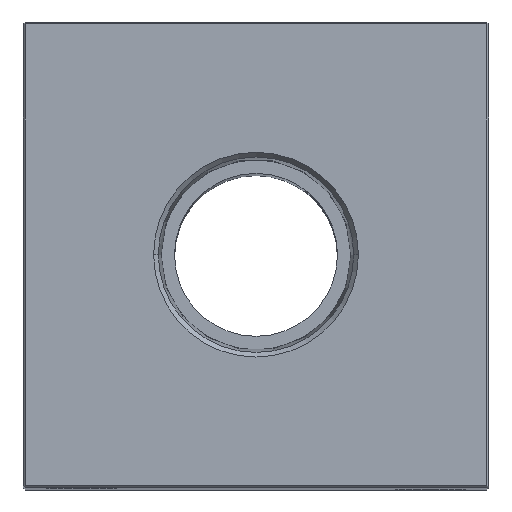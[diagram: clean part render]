
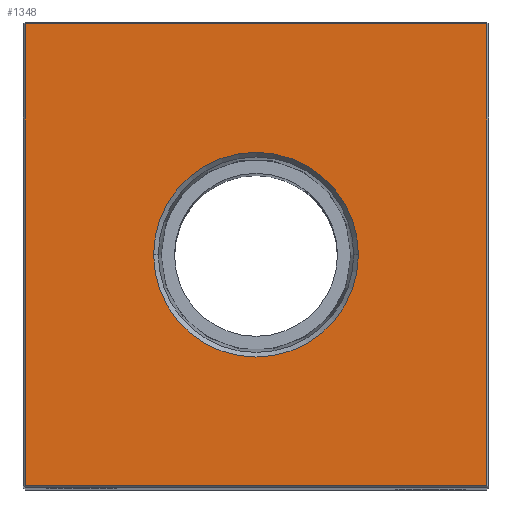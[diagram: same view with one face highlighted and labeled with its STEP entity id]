
A CAD part, top view. The second image highlights one B-rep face of the part: STEP entity #1348.
In plain terms, the highlighted planar face has unit normal (0, 0, 1).
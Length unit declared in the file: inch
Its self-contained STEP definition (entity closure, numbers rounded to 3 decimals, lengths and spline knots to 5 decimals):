
#560 = CARTESIAN_POINT ( 'NONE',  ( 0.5499, 0., 8. ) ) ;
#564 = EDGE_LOOP ( 'NONE', ( #17756, #32875 ) ) ;
#1348 = ADVANCED_FACE ( 'NONE', ( #9263, #19536 ), #29661, .F. ) ;
#2214 = DIRECTION ( 'NONE',  ( 1., 0., 0. ) ) ;
#3519 = EDGE_CURVE ( 'NONE', #7965, #14209, #11182, .T. ) ;
#3846 = LINE ( 'NONE', #14119, #21581 ) ;
#4242 = ORIENTED_EDGE ( 'NONE', *, *, #11881, .T. ) ;
#6107 = EDGE_LOOP ( 'NONE', ( #12133, #19880, #4242, #24714 ) ) ;
#6544 = DIRECTION ( 'NONE',  ( 0., -1., 0. ) ) ;
#7170 = DIRECTION ( 'NONE',  ( 0., 0., 1. ) ) ;
#7965 = VERTEX_POINT ( 'NONE', #25698 ) ;
#7967 = DIRECTION ( 'NONE',  ( -1., 0., 0. ) ) ;
#8147 = VECTOR ( 'NONE', #7967, 39.37008 ) ;
#9263 = FACE_OUTER_BOUND ( 'NONE', #6107, .T. ) ;
#9578 = DIRECTION ( 'NONE',  ( 0., 0., -1. ) ) ;
#11182 = CIRCLE ( 'NONE', #29890, 0.5499 ) ;
#11726 = EDGE_CURVE ( 'NONE', #14317, #12260, #20740, .T. ) ;
#11763 = VERTEX_POINT ( 'NONE', #31540 ) ;
#11817 = AXIS2_PLACEMENT_3D ( 'NONE', #30079, #7170, #17461 ) ;
#11881 = EDGE_CURVE ( 'NONE', #11763, #14317, #12154, .T. ) ;
#11961 = EDGE_CURVE ( 'NONE', #14824, #11763, #3846, .T. ) ;
#12006 = EDGE_CURVE ( 'NONE', #12260, #14824, #19327, .T. ) ;
#12133 = ORIENTED_EDGE ( 'NONE', *, *, #12006, .T. ) ;
#12154 = LINE ( 'NONE', #22362, #26354 ) ;
#12260 = VERTEX_POINT ( 'NONE', #32406 ) ;
#12799 = EDGE_CURVE ( 'NONE', #14209, #7965, #26235, .T. ) ;
#14119 = CARTESIAN_POINT ( 'NONE',  ( 0., -1.24, 8. ) ) ;
#14209 = VERTEX_POINT ( 'NONE', #560 ) ;
#14317 = VERTEX_POINT ( 'NONE', #16901 ) ;
#14824 = VERTEX_POINT ( 'NONE', #23894 ) ;
#15003 = CARTESIAN_POINT ( 'NONE',  ( 0., 0., 8. ) ) ;
#16901 = CARTESIAN_POINT ( 'NONE',  ( 1.24, 1.24, 8. ) ) ;
#17461 = DIRECTION ( 'NONE',  ( 1., 0., 0. ) ) ;
#17756 = ORIENTED_EDGE ( 'NONE', *, *, #12799, .F. ) ;
#19327 = LINE ( 'NONE', #29452, #25854 ) ;
#19536 = FACE_BOUND ( 'NONE', #564, .T. ) ;
#19856 = DIRECTION ( 'NONE',  ( -1., 0., 0. ) ) ;
#19880 = ORIENTED_EDGE ( 'NONE', *, *, #11961, .T. ) ;
#20740 = LINE ( 'NONE', #30879, #8147 ) ;
#21581 = VECTOR ( 'NONE', #24322, 39.37008 ) ;
#22362 = CARTESIAN_POINT ( 'NONE',  ( 1.24, 0., 8. ) ) ;
#23894 = CARTESIAN_POINT ( 'NONE',  ( -1.24, -1.24, 8. ) ) ;
#24322 = DIRECTION ( 'NONE',  ( 1., 0., 0. ) ) ;
#24714 = ORIENTED_EDGE ( 'NONE', *, *, #11726, .T. ) ;
#25199 = DIRECTION ( 'NONE',  ( 0., 0., 1. ) ) ;
#25698 = CARTESIAN_POINT ( 'NONE',  ( -0.5499, 0., 8. ) ) ;
#25854 = VECTOR ( 'NONE', #6544, 39.37008 ) ;
#26235 = CIRCLE ( 'NONE', #11817, 0.5499 ) ;
#26354 = VECTOR ( 'NONE', #32536, 39.37008 ) ;
#29452 = CARTESIAN_POINT ( 'NONE',  ( -1.24, 0., 8. ) ) ;
#29661 = PLANE ( 'NONE',  #31055 ) ;
#29890 = AXIS2_PLACEMENT_3D ( 'NONE', #15003, #25199, #2214 ) ;
#30079 = CARTESIAN_POINT ( 'NONE',  ( 0., 0., 8. ) ) ;
#30879 = CARTESIAN_POINT ( 'NONE',  ( 0., 1.24, 8. ) ) ;
#31055 = AXIS2_PLACEMENT_3D ( 'NONE', #32487, #9578, #19856 ) ;
#31540 = CARTESIAN_POINT ( 'NONE',  ( 1.24, -1.24, 8. ) ) ;
#32406 = CARTESIAN_POINT ( 'NONE',  ( -1.24, 1.24, 8. ) ) ;
#32487 = CARTESIAN_POINT ( 'NONE',  ( 0., 0., 8. ) ) ;
#32536 = DIRECTION ( 'NONE',  ( 0., 1., 0. ) ) ;
#32875 = ORIENTED_EDGE ( 'NONE', *, *, #3519, .F. ) ;
